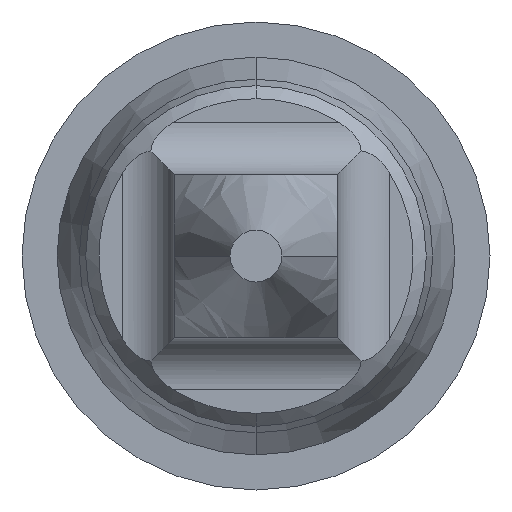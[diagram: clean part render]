
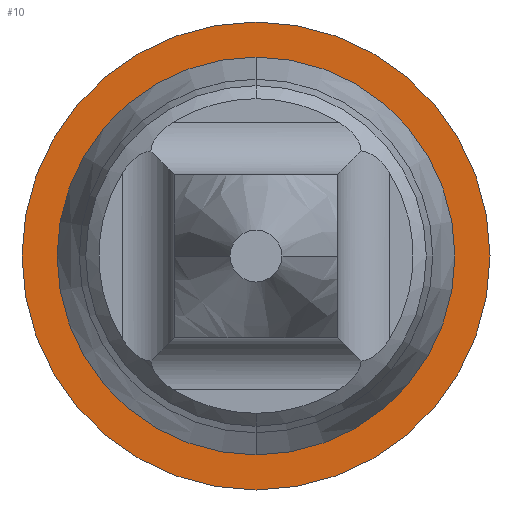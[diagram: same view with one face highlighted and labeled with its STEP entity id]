
A CAD part, front view. The second image highlights one B-rep face of the part: STEP entity #10.
In plain terms, the highlighted planar face has unit normal (0, -1, 0).
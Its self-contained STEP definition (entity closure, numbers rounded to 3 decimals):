
#4 = FACE_OUTER_BOUND ( 'NONE', #569, .T. ) ;
#5 = CIRCLE ( 'NONE', #547, 0.9 ) ;
#10 = ADVANCED_FACE ( 'NONE', ( #4, #205 ), #445, .F. ) ;
#17 = AXIS2_PLACEMENT_3D ( 'NONE', #349, #739, #214 ) ;
#18 = EDGE_CURVE ( 'NONE', #322, #386, #440, .T. ) ;
#38 = DIRECTION ( 'NONE',  ( 0., 1., 0. ) ) ;
#42 = VERTEX_POINT ( 'NONE', #686 ) ;
#89 = DIRECTION ( 'NONE',  ( 0., 1., 0. ) ) ;
#92 = VERTEX_POINT ( 'NONE', #1020 ) ;
#143 = DIRECTION ( 'NONE',  ( 0., 0., 1. ) ) ;
#164 = DIRECTION ( 'NONE',  ( 0., 0., 1. ) ) ;
#165 = AXIS2_PLACEMENT_3D ( 'NONE', #897, #38, #903 ) ;
#205 = FACE_BOUND ( 'NONE', #761, .T. ) ;
#214 = DIRECTION ( 'NONE',  ( 0., 0., 1. ) ) ;
#216 = EDGE_CURVE ( 'NONE', #42, #92, #5, .T. ) ;
#222 = CIRCLE ( 'NONE', #165, 0.715 ) ;
#280 = CARTESIAN_POINT ( 'NONE',  ( 0.9, 0., 0. ) ) ;
#292 = DIRECTION ( 'NONE',  ( 0., 1., 0. ) ) ;
#301 = CARTESIAN_POINT ( 'NONE',  ( 0., 0., 0. ) ) ;
#322 = VERTEX_POINT ( 'NONE', #655 ) ;
#329 = CARTESIAN_POINT ( 'NONE',  ( 0., 0., -0.715 ) ) ;
#349 = CARTESIAN_POINT ( 'NONE',  ( 0., 0., 0. ) ) ;
#360 = EDGE_CURVE ( 'NONE', #386, #322, #222, .T. ) ;
#386 = VERTEX_POINT ( 'NONE', #329 ) ;
#440 = CIRCLE ( 'NONE', #773, 0.715 ) ;
#445 = PLANE ( 'NONE',  #972 ) ;
#547 = AXIS2_PLACEMENT_3D ( 'NONE', #301, #89, #164 ) ;
#569 = EDGE_LOOP ( 'NONE', ( #588, #594 ) ) ;
#588 = ORIENTED_EDGE ( 'NONE', *, *, #952, .F. ) ;
#594 = ORIENTED_EDGE ( 'NONE', *, *, #216, .F. ) ;
#605 = CARTESIAN_POINT ( 'NONE',  ( 0., 0., 0. ) ) ;
#655 = CARTESIAN_POINT ( 'NONE',  ( 0., 0., 0.715 ) ) ;
#686 = CARTESIAN_POINT ( 'NONE',  ( 0., 0., -0.9 ) ) ;
#739 = DIRECTION ( 'NONE',  ( 0., 1., 0. ) ) ;
#761 = EDGE_LOOP ( 'NONE', ( #766, #791 ) ) ;
#762 = DIRECTION ( 'NONE',  ( 0., 0., 1. ) ) ;
#766 = ORIENTED_EDGE ( 'NONE', *, *, #18, .T. ) ;
#773 = AXIS2_PLACEMENT_3D ( 'NONE', #605, #292, #143 ) ;
#791 = ORIENTED_EDGE ( 'NONE', *, *, #360, .T. ) ;
#850 = DIRECTION ( 'NONE',  ( 0., 1., 0. ) ) ;
#897 = CARTESIAN_POINT ( 'NONE',  ( 0., 0., 0. ) ) ;
#903 = DIRECTION ( 'NONE',  ( 0., 0., 1. ) ) ;
#952 = EDGE_CURVE ( 'NONE', #92, #42, #993, .T. ) ;
#972 = AXIS2_PLACEMENT_3D ( 'NONE', #280, #850, #762 ) ;
#993 = CIRCLE ( 'NONE', #17, 0.9 ) ;
#1020 = CARTESIAN_POINT ( 'NONE',  ( 0., 0., 0.9 ) ) ;
